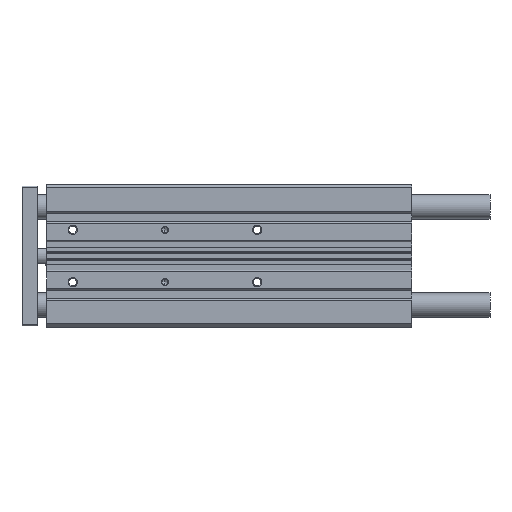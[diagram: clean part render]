
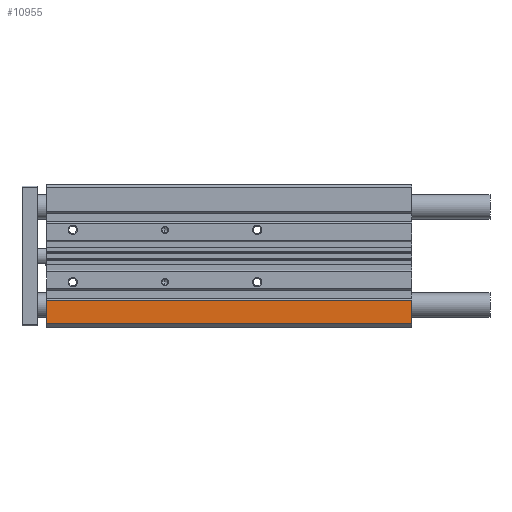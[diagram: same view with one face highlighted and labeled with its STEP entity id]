
A CAD part, front view. The second image highlights one B-rep face of the part: STEP entity #10955.
In plain terms, the highlighted planar face has unit normal (0, -1, 0).
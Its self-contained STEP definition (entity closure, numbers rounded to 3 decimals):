
#268 = DIRECTION ( 'NONE',  ( 0., 0., -1. ) ) ;
#795 = ORIENTED_EDGE ( 'NONE', *, *, #6450, .T. ) ;
#804 = LINE ( 'NONE', #4835, #7108 ) ;
#985 = VECTOR ( 'NONE', #9452, 1000. ) ;
#1581 = DIRECTION ( 'NONE',  ( 0., -1., 0. ) ) ;
#1706 = CARTESIAN_POINT ( 'NONE',  ( 237.5, -21., -29. ) ) ;
#2081 = CARTESIAN_POINT ( 'NONE',  ( 0., -21., -29. ) ) ;
#2662 = CARTESIAN_POINT ( 'NONE',  ( 0., -21., -44.2 ) ) ;
#4655 = CARTESIAN_POINT ( 'NONE',  ( 0., -21., -29. ) ) ;
#4835 = CARTESIAN_POINT ( 'NONE',  ( 0., -21., -44.2 ) ) ;
#5347 = VERTEX_POINT ( 'NONE', #2662 ) ;
#5365 = CARTESIAN_POINT ( 'NONE',  ( 0., -21., -44.2 ) ) ;
#5955 = VERTEX_POINT ( 'NONE', #8687 ) ;
#6450 = EDGE_CURVE ( 'NONE', #12864, #9294, #10058, .T. ) ;
#6503 = VECTOR ( 'NONE', #10113, 1000. ) ;
#6603 = LINE ( 'NONE', #5365, #985 ) ;
#7108 = VECTOR ( 'NONE', #7854, 1000. ) ;
#7206 = CARTESIAN_POINT ( 'NONE',  ( 237.5, -21., 0. ) ) ;
#7265 = LINE ( 'NONE', #7206, #6503 ) ;
#7335 = CARTESIAN_POINT ( 'NONE',  ( 0., -21., -44.2 ) ) ;
#7854 = DIRECTION ( 'NONE',  ( 0., 0., -1. ) ) ;
#8446 = FACE_OUTER_BOUND ( 'NONE', #10109, .T. ) ;
#8687 = CARTESIAN_POINT ( 'NONE',  ( 237.5, -21., -44.2 ) ) ;
#8970 = VECTOR ( 'NONE', #10129, 1000. ) ;
#9033 = ORIENTED_EDGE ( 'NONE', *, *, #10535, .F. ) ;
#9294 = VERTEX_POINT ( 'NONE', #4655 ) ;
#9452 = DIRECTION ( 'NONE',  ( -1., 0., 0. ) ) ;
#9782 = EDGE_CURVE ( 'NONE', #9294, #5347, #804, .T. ) ;
#10058 = LINE ( 'NONE', #2081, #8970 ) ;
#10109 = EDGE_LOOP ( 'NONE', ( #10731, #9033, #10382, #795 ) ) ;
#10113 = DIRECTION ( 'NONE',  ( 0., 0., -1. ) ) ;
#10129 = DIRECTION ( 'NONE',  ( -1., 0., 0. ) ) ;
#10382 = ORIENTED_EDGE ( 'NONE', *, *, #12040, .F. ) ;
#10535 = EDGE_CURVE ( 'NONE', #5955, #5347, #6603, .T. ) ;
#10731 = ORIENTED_EDGE ( 'NONE', *, *, #9782, .T. ) ;
#10955 = ADVANCED_FACE ( 'NONE', ( #8446 ), #11603, .T. ) ;
#11603 = PLANE ( 'NONE',  #12157 ) ;
#12040 = EDGE_CURVE ( 'NONE', #12864, #5955, #7265, .T. ) ;
#12157 = AXIS2_PLACEMENT_3D ( 'NONE', #7335, #1581, #268 ) ;
#12864 = VERTEX_POINT ( 'NONE', #1706 ) ;
